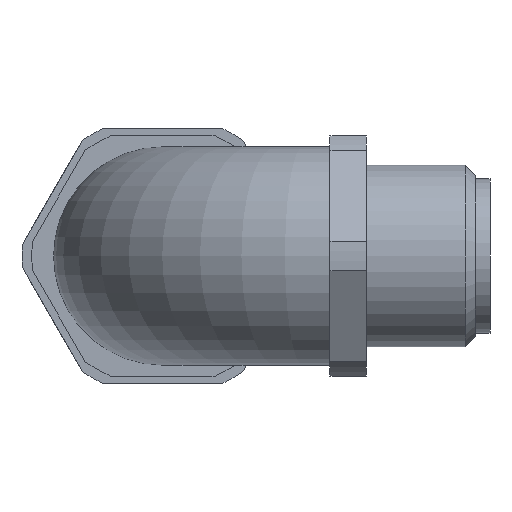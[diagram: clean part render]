
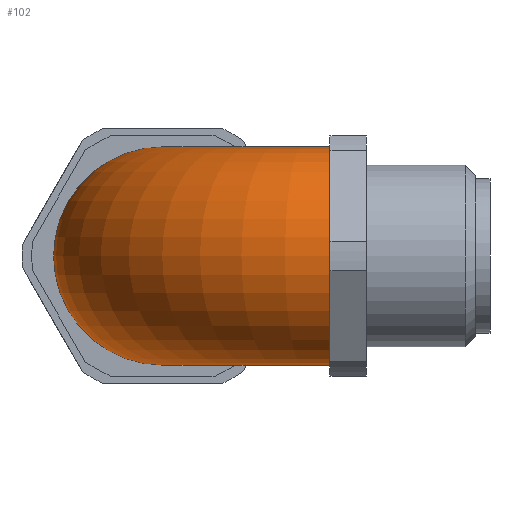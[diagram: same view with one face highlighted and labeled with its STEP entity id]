
A CAD part, left-side view. The second image highlights one B-rep face of the part: STEP entity #102.
In plain terms, the highlighted toroidal (fillet/blend) face has major radius 23 mm and minor radius 15 mm.
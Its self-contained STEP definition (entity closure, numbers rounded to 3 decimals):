
#102 = ADVANCED_FACE( '', ( #200, #201 ), #202, .T. );
#200 = FACE_OUTER_BOUND( '', #344, .T. );
#201 = FACE_OUTER_BOUND( '', #345, .T. );
#202 = TOROIDAL_SURFACE( '', #346, 23., 15. );
#344 = EDGE_LOOP( '', ( #616 ) );
#345 = EDGE_LOOP( '', ( #617 ) );
#346 = AXIS2_PLACEMENT_3D( '', #618, #619, #620 );
#616 = ORIENTED_EDGE( '', *, *, #965, .T. );
#617 = ORIENTED_EDGE( '', *, *, #966, .F. );
#618 = CARTESIAN_POINT( '', ( 0., 0., 0. ) );
#619 = DIRECTION( '', ( 0., 0., -1. ) );
#620 = DIRECTION( '', ( -1., 0., 0. ) );
#965 = EDGE_CURVE( '', #1162, #1162, #1163, .T. );
#966 = EDGE_CURVE( '', #1164, #1164, #1165, .T. );
#1162 = VERTEX_POINT( '', #1629 );
#1163 = CIRCLE( '', #1630, 15. );
#1164 = VERTEX_POINT( '', #1631 );
#1165 = CIRCLE( '', #1632, 15. );
#1629 = CARTESIAN_POINT( '', ( -8., 0., 0. ) );
#1630 = AXIS2_PLACEMENT_3D( '', #1878, #1879, #1880 );
#1631 = CARTESIAN_POINT( '', ( 0., 8., 0. ) );
#1632 = AXIS2_PLACEMENT_3D( '', #1881, #1882, #1883 );
#1878 = CARTESIAN_POINT( '', ( -23., 0., 0. ) );
#1879 = DIRECTION( '', ( 0., 1., 0. ) );
#1880 = DIRECTION( '', ( 1., 0., 0. ) );
#1881 = CARTESIAN_POINT( '', ( 0., 23., 0. ) );
#1882 = DIRECTION( '', ( 1., 0., 0. ) );
#1883 = DIRECTION( '', ( 0., -1., 0. ) );
